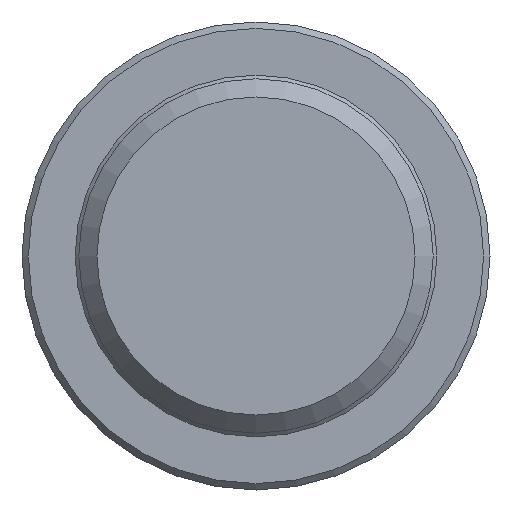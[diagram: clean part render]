
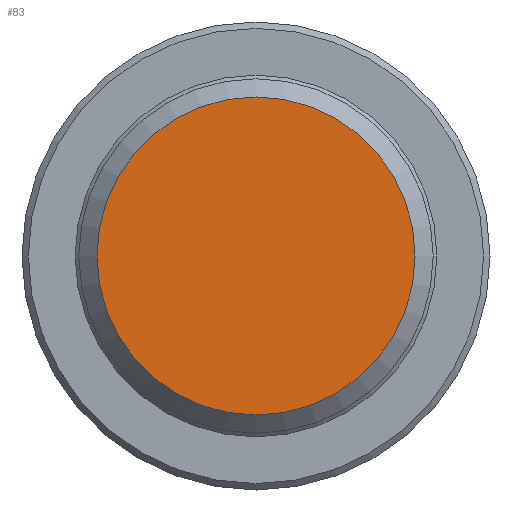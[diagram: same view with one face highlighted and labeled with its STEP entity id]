
A CAD part, front view. The second image highlights one B-rep face of the part: STEP entity #83.
In plain terms, the highlighted planar face has unit normal (0, -1, 0).
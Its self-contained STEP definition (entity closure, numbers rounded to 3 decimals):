
#83 = ADVANCED_FACE( '', ( #186 ), #187, .F. );
#186 = FACE_OUTER_BOUND( '', #308, .T. );
#187 = PLANE( '', #309 );
#308 = EDGE_LOOP( '', ( #483 ) );
#309 = AXIS2_PLACEMENT_3D( '', #484, #485, #486 );
#483 = ORIENTED_EDGE( '', *, *, #672, .T. );
#484 = CARTESIAN_POINT( '', ( 7.475, -12., 0. ) );
#485 = DIRECTION( '', ( 0., 1., 0. ) );
#486 = DIRECTION( '', ( 0., 0., 1. ) );
#672 = EDGE_CURVE( '', #782, #782, #783, .T. );
#782 = VERTEX_POINT( '', #934 );
#783 = CIRCLE( '', #935, 7.475 );
#934 = CARTESIAN_POINT( '', ( 0., -12., -7.475 ) );
#935 = AXIS2_PLACEMENT_3D( '', #1136, #1137, #1138 );
#1136 = CARTESIAN_POINT( '', ( 0., -12., 0. ) );
#1137 = DIRECTION( '', ( 0., -1., 0. ) );
#1138 = DIRECTION( '', ( 0., 0., -1. ) );
